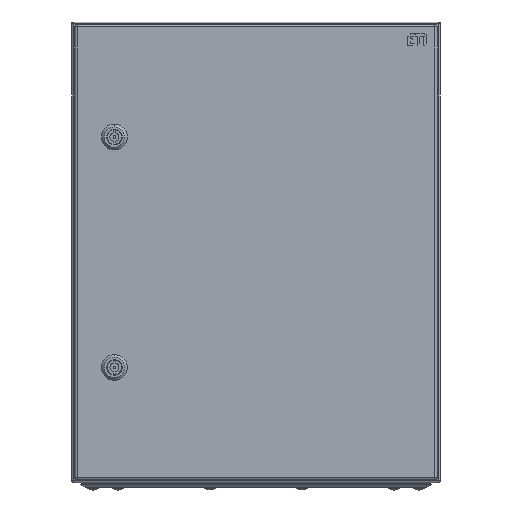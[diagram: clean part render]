
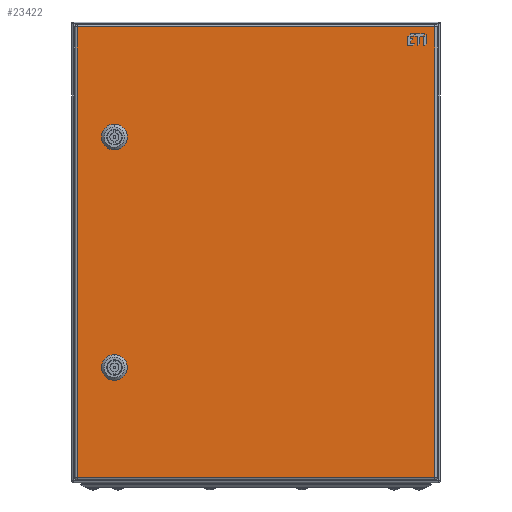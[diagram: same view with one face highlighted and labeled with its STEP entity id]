
A CAD part, front view. The second image highlights one B-rep face of the part: STEP entity #23422.
In plain terms, the highlighted face is planar.
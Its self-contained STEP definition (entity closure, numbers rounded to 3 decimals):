
#22269=DIRECTION('',(0.,1.,0.));
#22270=VECTOR('',#22269,388.4);
#22271=CARTESIAN_POINT('',(-244.5,-194.2,0.));
#22272=LINE('',#22271,#22270);
#22300=DIRECTION('',(-1.,0.,0.));
#22301=VECTOR('',#22300,489.);
#22302=CARTESIAN_POINT('',(244.5,-194.2,0.));
#22303=LINE('',#22302,#22301);
#22314=CARTESIAN_POINT('',(125.,-153.7,0.));
#22315=DIRECTION('',(0.,0.,-1.));
#22316=DIRECTION('',(-0.449,-0.893,0.));
#22317=AXIS2_PLACEMENT_3D('',#22314,#22315,#22316);
#22322=CARTESIAN_POINT('',(125.,-153.7,0.));
#22323=DIRECTION('',(0.,0.,-1.));
#22324=DIRECTION('',(-0.893,0.449,0.));
#22325=AXIS2_PLACEMENT_3D('',#22322,#22323,#22324);
#22330=CARTESIAN_POINT('',(125.,-153.7,0.));
#22331=DIRECTION('',(0.,0.,-1.));
#22332=DIRECTION('',(0.449,0.893,0.));
#22333=AXIS2_PLACEMENT_3D('',#22330,#22331,#22332);
#22338=CARTESIAN_POINT('',(125.,-153.7,0.));
#22339=DIRECTION('',(0.,0.,-1.));
#22340=DIRECTION('',(0.893,-0.449,0.));
#22341=AXIS2_PLACEMENT_3D('',#22338,#22339,#22340);
#22346=CARTESIAN_POINT('',(-125.,-153.7,0.));
#22347=DIRECTION('',(0.,0.,-1.));
#22348=DIRECTION('',(-0.893,0.449,0.));
#22349=AXIS2_PLACEMENT_3D('',#22346,#22347,#22348);
#22354=CARTESIAN_POINT('',(-125.,-153.7,0.));
#22355=DIRECTION('',(0.,0.,-1.));
#22356=DIRECTION('',(0.449,0.893,0.));
#22357=AXIS2_PLACEMENT_3D('',#22354,#22355,#22356);
#22362=CARTESIAN_POINT('',(-125.,-153.7,0.));
#22363=DIRECTION('',(0.,0.,-1.));
#22364=DIRECTION('',(0.893,-0.449,0.));
#22365=AXIS2_PLACEMENT_3D('',#22362,#22363,#22364);
#22370=CARTESIAN_POINT('',(-125.,-153.7,0.));
#22371=DIRECTION('',(0.,0.,-1.));
#22372=DIRECTION('',(-0.449,-0.893,0.));
#22373=AXIS2_PLACEMENT_3D('',#22370,#22371,#22372);
#22378=DIRECTION('',(0.,-1.,0.));
#22379=VECTOR('',#22378,388.4);
#22380=CARTESIAN_POINT('',(244.5,194.2,0.));
#22381=LINE('',#22380,#22379);
#22447=DIRECTION('',(1.,0.,0.));
#22448=VECTOR('',#22447,489.);
#22449=CARTESIAN_POINT('',(-244.5,194.2,0.));
#22450=LINE('',#22449,#22448);
#22478=DIRECTION('',(1.,0.,0.));
#22479=VECTOR('',#22478,10.111);
#22480=CARTESIAN_POINT('',(119.944,-163.75,0.));
#22481=LINE('',#22480,#22479);
#22703=DIRECTION('',(0.,1.,0.));
#22704=VECTOR('',#22703,10.111);
#22705=CARTESIAN_POINT('',(135.05,-158.756,0.));
#22706=LINE('',#22705,#22704);
#22724=DIRECTION('',(-1.,0.,0.));
#22725=VECTOR('',#22724,10.111);
#22726=CARTESIAN_POINT('',(130.056,-143.65,0.));
#22727=LINE('',#22726,#22725);
#22745=DIRECTION('',(0.,-1.,0.));
#22746=VECTOR('',#22745,10.111);
#22747=CARTESIAN_POINT('',(114.95,-148.644,0.));
#22748=LINE('',#22747,#22746);
#22766=DIRECTION('',(0.,-1.,0.));
#22767=VECTOR('',#22766,10.111);
#22768=CARTESIAN_POINT('',(-135.05,-148.644,0.));
#22769=LINE('',#22768,#22767);
#22787=DIRECTION('',(-1.,0.,0.));
#22788=VECTOR('',#22787,10.111);
#22789=CARTESIAN_POINT('',(-119.944,-143.65,0.));
#22790=LINE('',#22789,#22788);
#22808=DIRECTION('',(0.,1.,0.));
#22809=VECTOR('',#22808,10.111);
#22810=CARTESIAN_POINT('',(-114.95,-158.756,0.));
#22811=LINE('',#22810,#22809);
#22829=DIRECTION('',(1.,0.,0.));
#22830=VECTOR('',#22829,10.111);
#22831=CARTESIAN_POINT('',(-130.056,-163.75,0.));
#22832=LINE('',#22831,#22830);
#22952=CARTESIAN_POINT('',(-135.05,-148.644,0.));
#22953=VERTEX_POINT('',#22952);
#22954=CARTESIAN_POINT('',(-135.05,-158.756,0.));
#22955=VERTEX_POINT('',#22954);
#22956=CARTESIAN_POINT('',(-130.056,-143.65,0.));
#22957=VERTEX_POINT('',#22956);
#22958=CARTESIAN_POINT('',(-119.944,-143.65,0.));
#22959=VERTEX_POINT('',#22958);
#22960=CARTESIAN_POINT('',(-114.95,-148.644,0.));
#22961=VERTEX_POINT('',#22960);
#22962=CARTESIAN_POINT('',(-114.95,-158.756,0.));
#22963=VERTEX_POINT('',#22962);
#22964=CARTESIAN_POINT('',(-119.944,-163.75,0.));
#22965=VERTEX_POINT('',#22964);
#22966=CARTESIAN_POINT('',(-130.056,-163.75,0.));
#22967=VERTEX_POINT('',#22966);
#22968=CARTESIAN_POINT('',(244.5,194.2,0.));
#22969=CARTESIAN_POINT('',(244.5,-194.2,0.));
#22970=VERTEX_POINT('',#22968);
#22971=VERTEX_POINT('',#22969);
#22972=CARTESIAN_POINT('',(-244.5,194.2,0.));
#22973=VERTEX_POINT('',#22972);
#22974=CARTESIAN_POINT('',(-244.5,-194.2,0.));
#22975=VERTEX_POINT('',#22974);
#22976=CARTESIAN_POINT('',(119.944,-163.75,0.));
#22977=CARTESIAN_POINT('',(130.056,-163.75,0.));
#22978=VERTEX_POINT('',#22976);
#22979=VERTEX_POINT('',#22977);
#22980=CARTESIAN_POINT('',(114.95,-158.756,0.));
#22981=VERTEX_POINT('',#22980);
#22982=CARTESIAN_POINT('',(114.95,-148.644,0.));
#22983=VERTEX_POINT('',#22982);
#22984=CARTESIAN_POINT('',(119.944,-143.65,0.));
#22985=VERTEX_POINT('',#22984);
#22986=CARTESIAN_POINT('',(130.056,-143.65,0.));
#22987=VERTEX_POINT('',#22986);
#22988=CARTESIAN_POINT('',(135.05,-148.644,0.));
#22989=VERTEX_POINT('',#22988);
#22990=CARTESIAN_POINT('',(135.05,-158.756,0.));
#22991=VERTEX_POINT('',#22990);
#23373=CARTESIAN_POINT('',(0.,0.,0.));
#23374=DIRECTION('',(0.,0.,-1.));
#23375=DIRECTION('',(-1.,0.,0.));
#23376=AXIS2_PLACEMENT_3D('',#23373,#23374,#23375);
#23377=PLANE('',#23376);
#23379=ORIENTED_EDGE('',*,*,#23378,.F.);
#23381=ORIENTED_EDGE('',*,*,#23380,.F.);
#23382=ORIENTED_EDGE('',*,*,#23319,.F.);
#23383=ORIENTED_EDGE('',*,*,#23357,.F.);
#23384=EDGE_LOOP('',(#23379,#23381,#23382,#23383));
#23385=FACE_OUTER_BOUND('',#23384,.F.);
#23387=ORIENTED_EDGE('',*,*,#23386,.F.);
#23389=ORIENTED_EDGE('',*,*,#23388,.T.);
#23391=ORIENTED_EDGE('',*,*,#23390,.F.);
#23393=ORIENTED_EDGE('',*,*,#23392,.T.);
#23395=ORIENTED_EDGE('',*,*,#23394,.F.);
#23397=ORIENTED_EDGE('',*,*,#23396,.T.);
#23399=ORIENTED_EDGE('',*,*,#23398,.F.);
#23401=ORIENTED_EDGE('',*,*,#23400,.T.);
#23402=EDGE_LOOP('',(#23387,#23389,#23391,#23393,#23395,#23397,#23399,#23401));
#23403=FACE_BOUND('',#23402,.F.);
#23405=ORIENTED_EDGE('',*,*,#23404,.T.);
#23407=ORIENTED_EDGE('',*,*,#23406,.F.);
#23409=ORIENTED_EDGE('',*,*,#23408,.T.);
#23411=ORIENTED_EDGE('',*,*,#23410,.F.);
#23413=ORIENTED_EDGE('',*,*,#23412,.T.);
#23415=ORIENTED_EDGE('',*,*,#23414,.F.);
#23417=ORIENTED_EDGE('',*,*,#23416,.T.);
#23419=ORIENTED_EDGE('',*,*,#23418,.F.);
#23420=EDGE_LOOP('',(#23405,#23407,#23409,#23411,#23413,#23415,#23417,#23419));
#23421=FACE_BOUND('',#23420,.F.);
#22318=CIRCLE('',#22317,11.25);
#22326=CIRCLE('',#22325,11.25);
#22334=CIRCLE('',#22333,11.25);
#22342=CIRCLE('',#22341,11.25);
#22350=CIRCLE('',#22349,11.25);
#22358=CIRCLE('',#22357,11.25);
#22366=CIRCLE('',#22365,11.25);
#22374=CIRCLE('',#22373,11.25);
#23319=EDGE_CURVE('',#22975,#22973,#22272,.T.);
#23357=EDGE_CURVE('',#22971,#22975,#22303,.T.);
#23378=EDGE_CURVE('',#22970,#22971,#22381,.T.);
#23380=EDGE_CURVE('',#22973,#22970,#22450,.T.);
#23386=EDGE_CURVE('',#22978,#22979,#22481,.T.);
#23388=EDGE_CURVE('',#22978,#22981,#22318,.T.);
#23390=EDGE_CURVE('',#22983,#22981,#22748,.T.);
#23392=EDGE_CURVE('',#22983,#22985,#22326,.T.);
#23394=EDGE_CURVE('',#22987,#22985,#22727,.T.);
#23396=EDGE_CURVE('',#22987,#22989,#22334,.T.);
#23398=EDGE_CURVE('',#22991,#22989,#22706,.T.);
#23400=EDGE_CURVE('',#22991,#22979,#22342,.T.);
#23404=EDGE_CURVE('',#22953,#22957,#22350,.T.);
#23406=EDGE_CURVE('',#22959,#22957,#22790,.T.);
#23408=EDGE_CURVE('',#22959,#22961,#22358,.T.);
#23410=EDGE_CURVE('',#22963,#22961,#22811,.T.);
#23412=EDGE_CURVE('',#22963,#22965,#22366,.T.);
#23414=EDGE_CURVE('',#22967,#22965,#22832,.T.);
#23416=EDGE_CURVE('',#22967,#22955,#22374,.T.);
#23418=EDGE_CURVE('',#22953,#22955,#22769,.T.);
#23422=ADVANCED_FACE('',(#23385,#23403,#23421),#23377,.T.);
